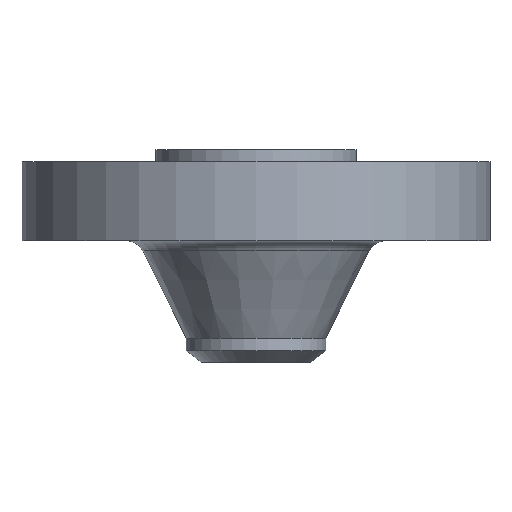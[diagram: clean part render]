
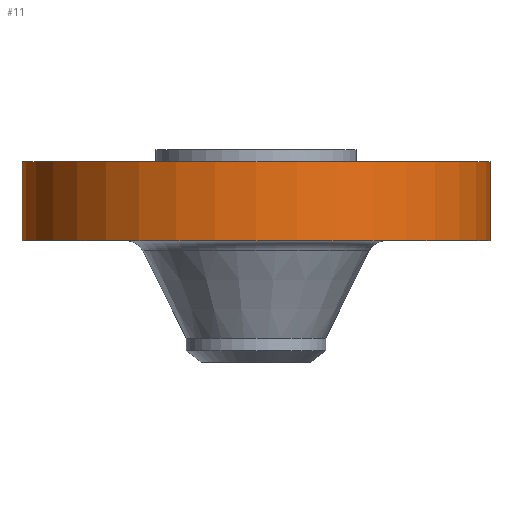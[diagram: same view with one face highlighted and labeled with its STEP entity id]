
A CAD part, front view. The second image highlights one B-rep face of the part: STEP entity #11.
In plain terms, the highlighted cylindrical face has radius 122.237 mm (diameter 244.475 mm), a partial arc.
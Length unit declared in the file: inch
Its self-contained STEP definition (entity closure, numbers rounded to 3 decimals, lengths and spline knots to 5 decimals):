
#2 = CIRCLE ( 'NONE', #826, 4.8125 ) ;
#11 = ADVANCED_FACE ( 'NONE', ( #217 ), #230, .T. ) ;
#44 = VERTEX_POINT ( 'NONE', #616 ) ;
#53 = CARTESIAN_POINT ( 'NONE',  ( -4.8125, 0., 0. ) ) ;
#87 = DIRECTION ( 'NONE',  ( 0., 0., 1. ) ) ;
#90 = DIRECTION ( 'NONE',  ( 1., 0., 0. ) ) ;
#100 = AXIS2_PLACEMENT_3D ( 'NONE', #631, #87, #90 ) ;
#155 = VECTOR ( 'NONE', #407, 39.37008 ) ;
#170 = AXIS2_PLACEMENT_3D ( 'NONE', #678, #1130, #599 ) ;
#217 = FACE_OUTER_BOUND ( 'NONE', #760, .T. ) ;
#230 = CYLINDRICAL_SURFACE ( 'NONE', #170, 4.8125 ) ;
#236 = ORIENTED_EDGE ( 'NONE', *, *, #278, .F. ) ;
#278 = EDGE_CURVE ( 'NONE', #990, #941, #2, .T. ) ;
#376 = CIRCLE ( 'NONE', #100, 4.8125 ) ;
#381 = LINE ( 'NONE', #757, #641 ) ;
#384 = CARTESIAN_POINT ( 'NONE',  ( 4.8125, 0., -0.25 ) ) ;
#395 = ORIENTED_EDGE ( 'NONE', *, *, #732, .T. ) ;
#407 = DIRECTION ( 'NONE',  ( 0., 0., 1. ) ) ;
#450 = EDGE_CURVE ( 'NONE', #44, #941, #381, .T. ) ;
#456 = CARTESIAN_POINT ( 'NONE',  ( 0., 0., -0.25 ) ) ;
#475 = LINE ( 'NONE', #53, #155 ) ;
#477 = CARTESIAN_POINT ( 'NONE',  ( -4.8125, 0., -1.875 ) ) ;
#513 = EDGE_CURVE ( 'NONE', #581, #990, #475, .T. ) ;
#552 = ORIENTED_EDGE ( 'NONE', *, *, #450, .T. ) ;
#581 = VERTEX_POINT ( 'NONE', #477 ) ;
#597 = CARTESIAN_POINT ( 'NONE',  ( -4.8125, 0., -0.25 ) ) ;
#599 = DIRECTION ( 'NONE',  ( 1., 0., 0. ) ) ;
#616 = CARTESIAN_POINT ( 'NONE',  ( 4.8125, 0., -1.875 ) ) ;
#628 = DIRECTION ( 'NONE',  ( 0., 0., 1. ) ) ;
#631 = CARTESIAN_POINT ( 'NONE',  ( 0., 0., -1.875 ) ) ;
#641 = VECTOR ( 'NONE', #1005, 39.37008 ) ;
#678 = CARTESIAN_POINT ( 'NONE',  ( 0., 0., 0. ) ) ;
#732 = EDGE_CURVE ( 'NONE', #581, #44, #376, .T. ) ;
#757 = CARTESIAN_POINT ( 'NONE',  ( 4.8125, 0., 0. ) ) ;
#760 = EDGE_LOOP ( 'NONE', ( #1029, #395, #552, #236 ) ) ;
#826 = AXIS2_PLACEMENT_3D ( 'NONE', #456, #628, #983 ) ;
#941 = VERTEX_POINT ( 'NONE', #384 ) ;
#983 = DIRECTION ( 'NONE',  ( 1., 0., 0. ) ) ;
#990 = VERTEX_POINT ( 'NONE', #597 ) ;
#1005 = DIRECTION ( 'NONE',  ( 0., 0., 1. ) ) ;
#1029 = ORIENTED_EDGE ( 'NONE', *, *, #513, .F. ) ;
#1130 = DIRECTION ( 'NONE',  ( 0., 0., 1. ) ) ;
